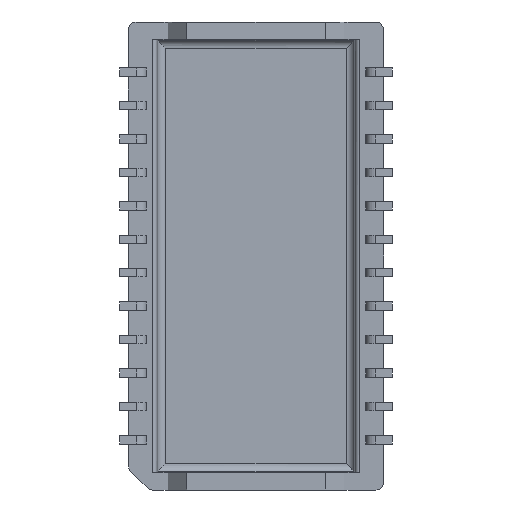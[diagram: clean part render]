
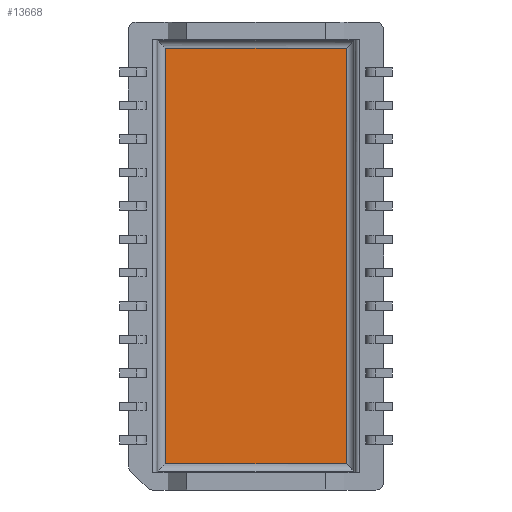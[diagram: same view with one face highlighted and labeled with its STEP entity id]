
A CAD part, front view. The second image highlights one B-rep face of the part: STEP entity #13668.
In plain terms, the highlighted planar face has unit normal (0, -1, 0).
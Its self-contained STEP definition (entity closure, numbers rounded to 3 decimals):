
#7 = ORIENTED_EDGE ( 'NONE', *, *, #8656, .T. ) ;
#955 = VECTOR ( 'NONE', #26429, 1000. ) ;
#2100 = DIRECTION ( 'NONE',  ( 0., 0., 1. ) ) ;
#2120 = CARTESIAN_POINT ( 'NONE',  ( -3.436, 1.4, -8.191 ) ) ;
#4031 = DIRECTION ( 'NONE',  ( 0., 1., 0. ) ) ;
#5874 = LINE ( 'NONE', #2120, #955 ) ;
#5919 = CARTESIAN_POINT ( 'NONE',  ( 0., 1.4, 0. ) ) ;
#6071 = ORIENTED_EDGE ( 'NONE', *, *, #12780, .T. ) ;
#7098 = EDGE_CURVE ( 'NONE', #7932, #21468, #5874, .T. ) ;
#7367 = ORIENTED_EDGE ( 'NONE', *, *, #22952, .T. ) ;
#7800 = DIRECTION ( 'NONE',  ( 1., 0., 0. ) ) ;
#7932 = VERTEX_POINT ( 'NONE', #14412 ) ;
#8045 = VECTOR ( 'NONE', #12560, 1000. ) ;
#8125 = LINE ( 'NONE', #18345, #9493 ) ;
#8486 = CARTESIAN_POINT ( 'NONE',  ( 3.436, 1.4, -7.901 ) ) ;
#8656 = EDGE_CURVE ( 'NONE', #14680, #7932, #22387, .T. ) ;
#9493 = VECTOR ( 'NONE', #2100, 1000. ) ;
#9678 = PLANE ( 'NONE',  #16753 ) ;
#12560 = DIRECTION ( 'NONE',  ( -1., 0., 0. ) ) ;
#12780 = EDGE_CURVE ( 'NONE', #19254, #14680, #8125, .T. ) ;
#13668 = ADVANCED_FACE ( 'NONE', ( #24194 ), #9678, .F. ) ;
#14153 = EDGE_LOOP ( 'NONE', ( #22436, #7367, #6071, #7 ) ) ;
#14412 = CARTESIAN_POINT ( 'NONE',  ( -3.436, 1.4, 7.901 ) ) ;
#14680 = VERTEX_POINT ( 'NONE', #16001 ) ;
#15878 = DIRECTION ( 'NONE',  ( 1., 0., 0. ) ) ;
#16001 = CARTESIAN_POINT ( 'NONE',  ( 3.436, 1.4, 7.901 ) ) ;
#16753 = AXIS2_PLACEMENT_3D ( 'NONE', #5919, #4031, #7800 ) ;
#18345 = CARTESIAN_POINT ( 'NONE',  ( 3.436, 1.4, 8.191 ) ) ;
#18346 = CARTESIAN_POINT ( 'NONE',  ( -3.726, 1.4, 7.901 ) ) ;
#19254 = VERTEX_POINT ( 'NONE', #8486 ) ;
#19781 = LINE ( 'NONE', #23948, #23069 ) ;
#20336 = CARTESIAN_POINT ( 'NONE',  ( -3.436, 1.4, -7.901 ) ) ;
#21468 = VERTEX_POINT ( 'NONE', #20336 ) ;
#22387 = LINE ( 'NONE', #18346, #8045 ) ;
#22436 = ORIENTED_EDGE ( 'NONE', *, *, #7098, .T. ) ;
#22952 = EDGE_CURVE ( 'NONE', #21468, #19254, #19781, .T. ) ;
#23069 = VECTOR ( 'NONE', #15878, 1000. ) ;
#23948 = CARTESIAN_POINT ( 'NONE',  ( 3.726, 1.4, -7.901 ) ) ;
#24194 = FACE_OUTER_BOUND ( 'NONE', #14153, .T. ) ;
#26429 = DIRECTION ( 'NONE',  ( 0., 0., -1. ) ) ;
